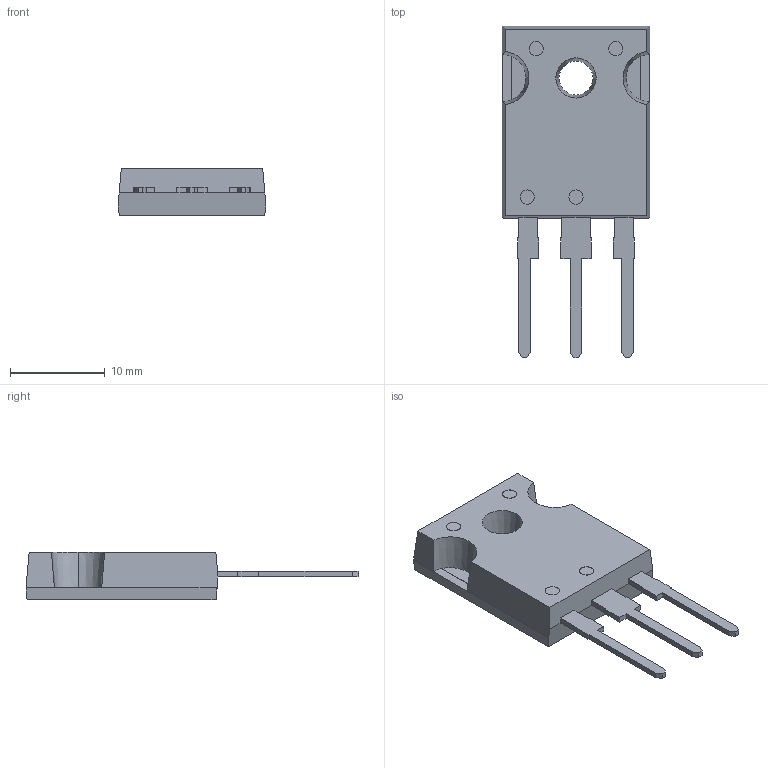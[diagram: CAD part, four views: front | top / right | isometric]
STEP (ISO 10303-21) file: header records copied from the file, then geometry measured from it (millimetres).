
FILE_DESCRIPTION (( 'STEP AP214' ), '1' );
FILE_NAME ('IRFP460.STEP', '2020-03-02T16:43:39', ( '' ), ( '' ), 'SwSTEP 2.0', 'SolidWorks 2017', '' );
FILE_SCHEMA (( 'AUTOMOTIVE_DESIGN' ));
Length unit declared in the file: millimetre
Products named in the file (1): IRFP460
Bounding box: 15.6 x 35.1 x 5 mm (x, y, z)
Volume: 1442.7 mm3; surface area: 1758.4 mm2
Topology: 6 solids, 6 shells, 113 faces, 285 edges, 186 vertices
Faces by surface type: plane 88, cylinder 20, cone 5
Entity records: 3454 total; most frequent: CARTESIAN_POINT 597, ORIENTED_EDGE 570, DIRECTION 561, EDGE_CURVE 285, VECTOR 229, LINE 229, VERTEX_POINT 186, AXIS2_PLACEMENT_3D 166
